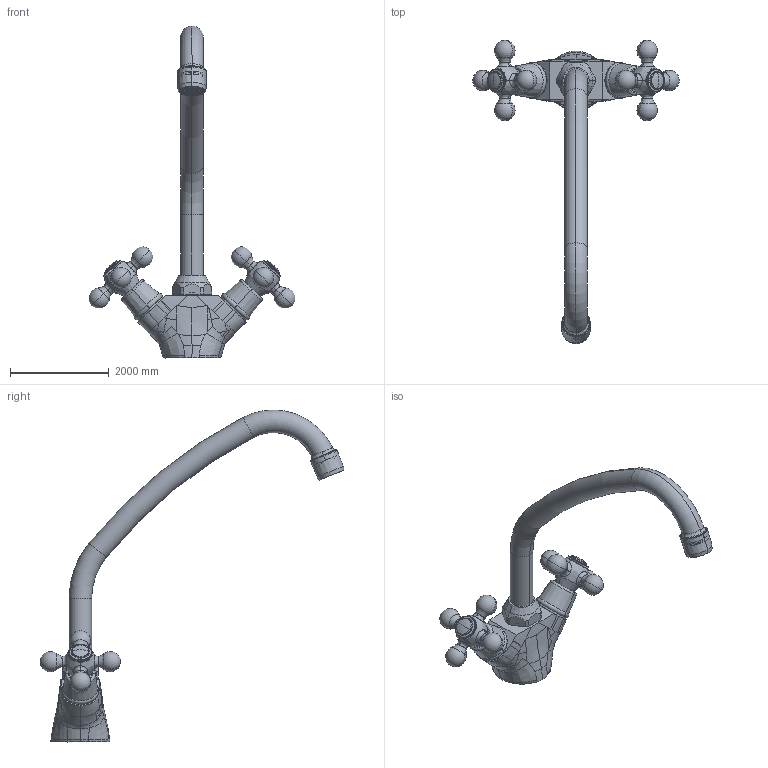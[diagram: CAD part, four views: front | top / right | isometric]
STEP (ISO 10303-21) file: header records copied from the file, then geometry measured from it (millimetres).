
FILE_DESCRIPTION((''),'2;1');
FILE_NAME('ASM0005_ASM','2020-08-24T16:54:25',('Administrator'),(''),'CREO PARAMETRIC BY PTC INC, 2018050','CREO PARAMETRIC BY PTC INC, 2018050','');
FILE_SCHEMA(('CONFIG_CONTROL_DESIGN'));
Length unit declared in the file: inch
Products named in the file (7): PRT0084; 04; 218008; 02; 209003; 2040021; ASM0005_ASM
Assembly tree (7 placements, depth 2):
  ASM0005_ASM
    PRT0084
    04  x2
    218008
    02
    209003
    2040021
Bounding box: 4173.29 x 6142.01 x 6714.82 mm (x, y, z)
Volume: 2510655992.8 mm3; surface area: 46713364.3 mm2
Topology: 7 solids, 8 shells, 2312 faces, 6788 edges, 4447 vertices
Faces by surface type: plane 1876, bspline 234, cylinder 102, torus 36, cone 36, sphere 28
Entity records: 83166 total; most frequent: CARTESIAN_POINT 31845, ORIENTED_EDGE 12204, DIRECTION 7903, EDGE_CURVE 6116, VERTEX_POINT 4024, VECTOR 3453, LINE 3453, EDGE_LOOP 2492
